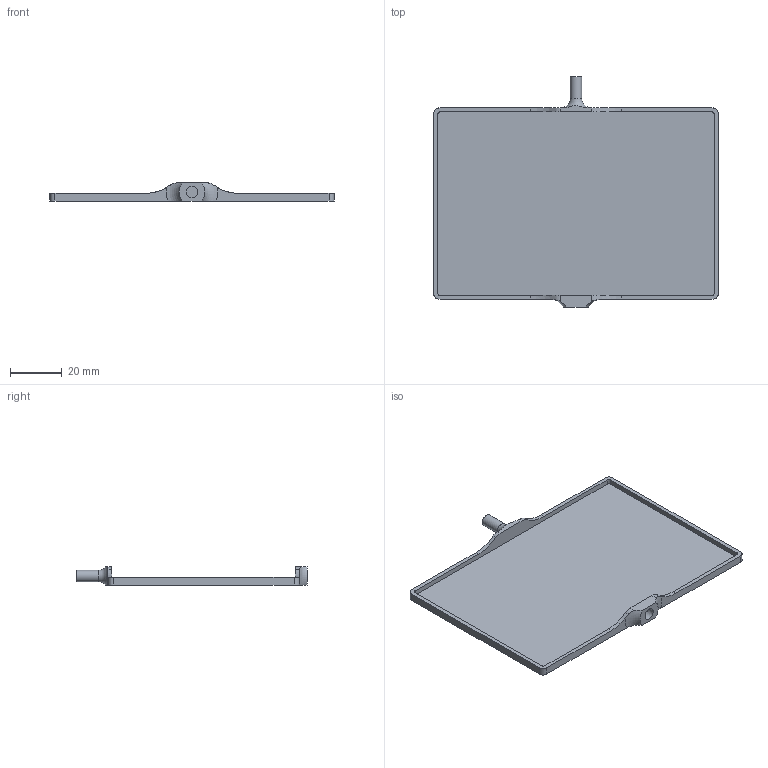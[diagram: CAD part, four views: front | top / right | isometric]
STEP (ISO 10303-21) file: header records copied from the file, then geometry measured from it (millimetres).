
FILE_DESCRIPTION(/* description */ (''),/* implementation_level */ '2;1');
FILE_NAME(/* name */ 'Rocker_Bed.step',/* time_stamp */ '2025-08-28T12:18:09-04:00',/* author */ (''),/* organization */ (''),/* preprocessor_version */ 'ST-DEVELOPER v20.1',/* originating_system */ 'Autodesk Translation Framework v14.10.0.0',/* authorisation */ '');
FILE_SCHEMA (('AUTOMOTIVE_DESIGN { 1 0 10303 214 3 1 1 }'));
Length unit declared in the file: millimetre
Products named in the file (1): rocking bed
Bounding box: 110 x 89 x 7 mm (x, y, z)
Volume: 9897.8 mm3; surface area: 18693.3 mm2
Topology: 1 solids, 1 shells, 39 faces, 111 edges, 74 vertices
Faces by surface type: plane 18, cylinder 18, torus 3
Full cylindrical faces by diameter (mm): 4.5 x2
Entity records: 1376 total; most frequent: CARTESIAN_POINT 310, ORIENTED_EDGE 222, DIRECTION 222, EDGE_CURVE 111, AXIS2_PLACEMENT_3D 82, VERTEX_POINT 74, LINE 58, VECTOR 58
